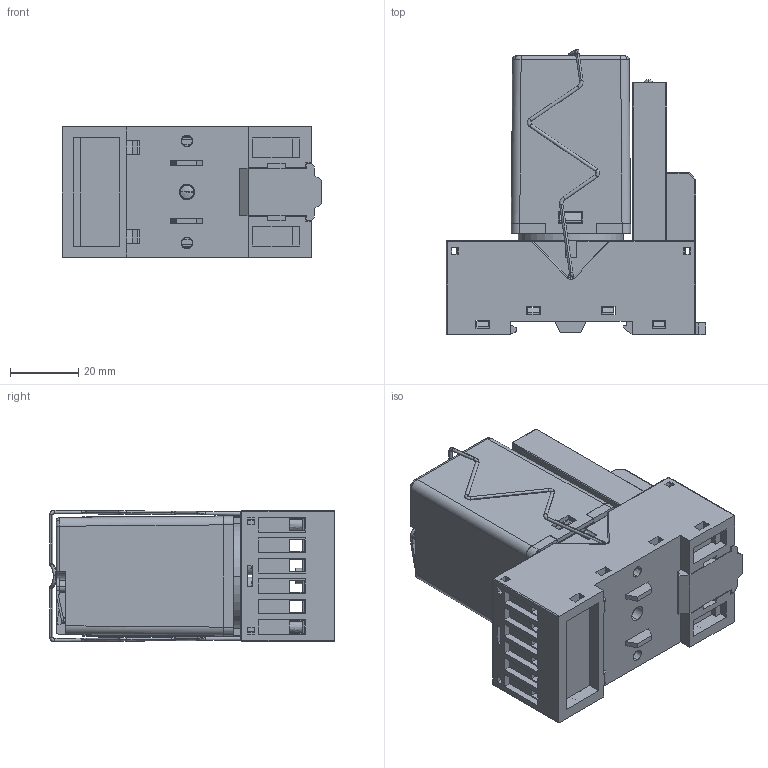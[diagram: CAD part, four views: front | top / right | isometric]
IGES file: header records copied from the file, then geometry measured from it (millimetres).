
Start section: SolidWorks IGES file using analytic representation for surfaces
Global section: file name: PIR15T.IGS; native system: SolidWorks 2012; preprocessor: SolidWorks 2012; author: pikusl; date: 150121.131057; units: millimetre
Bounding box: 76.1 x 83.62 x 38.6 mm (x, y, z)
Surface area: 33500.6 mm2 (no closed solid volume)
Topology: 0 solids, 0 shells, 723 faces, 6578 edges, 6561 vertices
Faces by surface type: bspline 517, revolution 206
